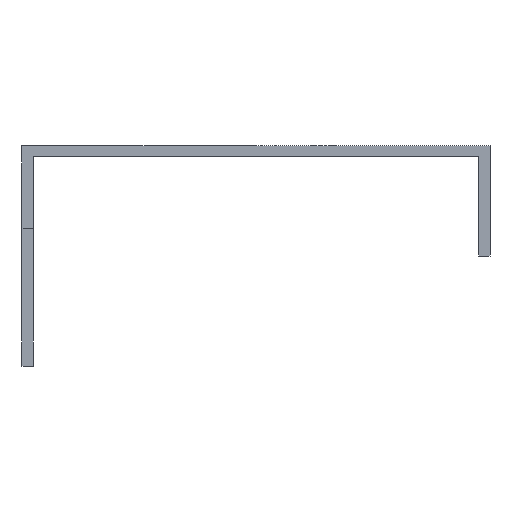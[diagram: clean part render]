
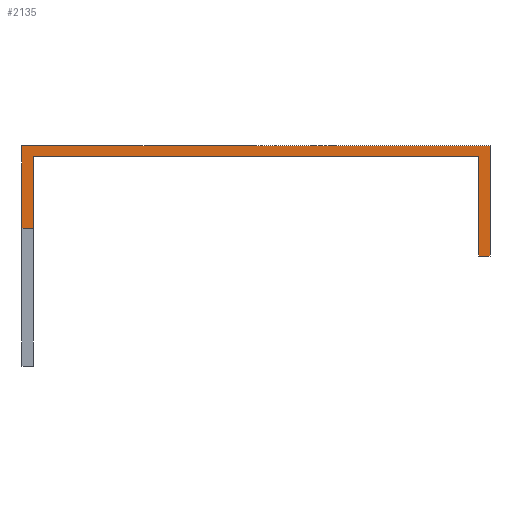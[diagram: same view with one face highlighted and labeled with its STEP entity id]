
A CAD part, front view. The second image highlights one B-rep face of the part: STEP entity #2135.
In plain terms, the highlighted planar face has unit normal (0, -1, 0).
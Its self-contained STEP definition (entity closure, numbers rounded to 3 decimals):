
#444=FACE_OUTER_BOUND('',#543,.T.);
#543=EDGE_LOOP('',(#1551,#1552,#1553,#1554,#1555,#1556,#1557,#1558));
#816=LINE('',#3204,#937);
#822=LINE('',#3216,#943);
#823=LINE('',#3218,#944);
#824=LINE('',#3220,#945);
#825=LINE('',#3222,#946);
#826=LINE('',#3224,#947);
#827=LINE('',#3226,#948);
#828=LINE('',#3227,#949);
#937=VECTOR('',#2538,10.);
#943=VECTOR('',#2548,10.);
#944=VECTOR('',#2549,10.);
#945=VECTOR('',#2550,10.);
#946=VECTOR('',#2551,10.);
#947=VECTOR('',#2552,10.);
#948=VECTOR('',#2553,10.);
#949=VECTOR('',#2554,10.);
#1056=VERTEX_POINT('',#3200);
#1058=VERTEX_POINT('',#3203);
#1062=VERTEX_POINT('',#3215);
#1063=VERTEX_POINT('',#3217);
#1064=VERTEX_POINT('',#3219);
#1065=VERTEX_POINT('',#3221);
#1066=VERTEX_POINT('',#3223);
#1067=VERTEX_POINT('',#3225);
#1252=EDGE_CURVE('',#1058,#1056,#816,.T.);
#1258=EDGE_CURVE('',#1056,#1062,#822,.T.);
#1259=EDGE_CURVE('',#1062,#1063,#823,.T.);
#1260=EDGE_CURVE('',#1063,#1064,#824,.T.);
#1261=EDGE_CURVE('',#1065,#1064,#825,.T.);
#1262=EDGE_CURVE('',#1065,#1066,#826,.T.);
#1263=EDGE_CURVE('',#1066,#1067,#827,.T.);
#1264=EDGE_CURVE('',#1067,#1058,#828,.T.);
#1551=ORIENTED_EDGE('',*,*,#1252,.T.);
#1552=ORIENTED_EDGE('',*,*,#1258,.T.);
#1553=ORIENTED_EDGE('',*,*,#1259,.T.);
#1554=ORIENTED_EDGE('',*,*,#1260,.T.);
#1555=ORIENTED_EDGE('',*,*,#1261,.F.);
#1556=ORIENTED_EDGE('',*,*,#1262,.T.);
#1557=ORIENTED_EDGE('',*,*,#1263,.T.);
#1558=ORIENTED_EDGE('',*,*,#1264,.T.);
#2121=PLANE('',#2257);
#2135=ADVANCED_FACE('',(#444),#2121,.T.);
#2257=AXIS2_PLACEMENT_3D('',#3214,#2546,#2547);
#2538=DIRECTION('',(1.,0.,0.));
#2546=DIRECTION('center_axis',(0.,-1.,0.));
#2547=DIRECTION('ref_axis',(0.,0.,-1.));
#2548=DIRECTION('',(0.,0.,1.));
#2549=DIRECTION('',(1.,0.,0.));
#2550=DIRECTION('',(0.,0.,-1.));
#2551=DIRECTION('',(-1.,0.,0.));
#2552=DIRECTION('',(0.,0.,1.));
#2553=DIRECTION('',(-1.,0.,0.));
#2554=DIRECTION('',(0.,0.,-1.));
#3200=CARTESIAN_POINT('',(-40.5,-933.45,-13.));
#3203=CARTESIAN_POINT('',(-42.5,-933.45,-13.));
#3204=CARTESIAN_POINT('',(0.,-933.45,-13.));
#3214=CARTESIAN_POINT('Origin',(42.5,-933.45,0.));
#3215=CARTESIAN_POINT('',(-40.5,-933.45,0.));
#3216=CARTESIAN_POINT('',(-40.5,-933.45,2.));
#3217=CARTESIAN_POINT('',(40.5,-933.45,0.));
#3218=CARTESIAN_POINT('',(-42.5,-933.45,0.));
#3219=CARTESIAN_POINT('',(40.5,-933.45,-18.));
#3220=CARTESIAN_POINT('',(40.5,-933.45,-18.));
#3221=CARTESIAN_POINT('',(42.5,-933.45,-18.));
#3222=CARTESIAN_POINT('',(42.5,-933.45,-18.));
#3223=CARTESIAN_POINT('',(42.5,-933.45,2.));
#3224=CARTESIAN_POINT('',(42.5,-933.45,-18.));
#3225=CARTESIAN_POINT('',(-42.5,-933.45,2.));
#3226=CARTESIAN_POINT('',(-42.5,-933.45,2.));
#3227=CARTESIAN_POINT('',(-42.5,-933.45,2.));
